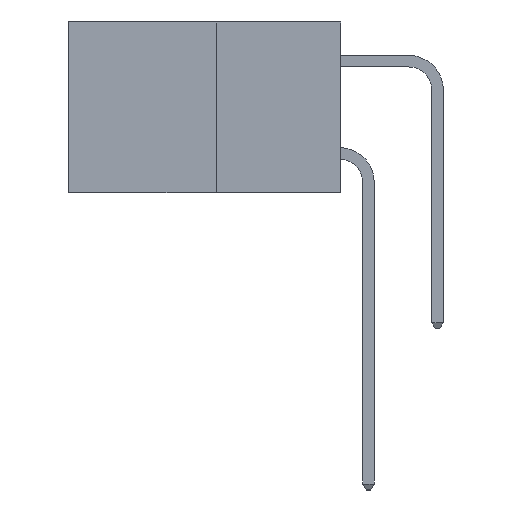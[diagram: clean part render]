
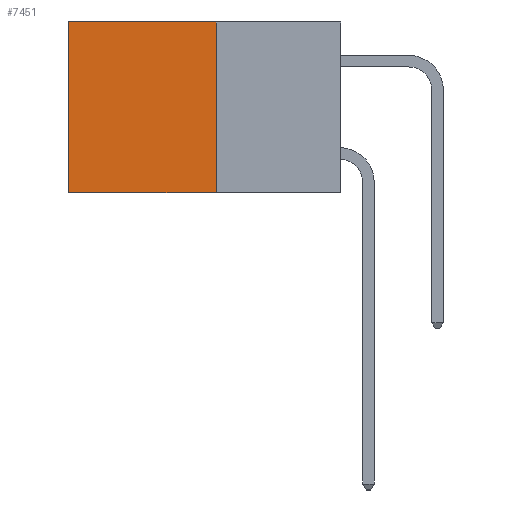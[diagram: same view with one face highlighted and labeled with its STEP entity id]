
A CAD part, left-side view. The second image highlights one B-rep face of the part: STEP entity #7451.
In plain terms, the highlighted planar face has unit normal (-1, 0, 0).
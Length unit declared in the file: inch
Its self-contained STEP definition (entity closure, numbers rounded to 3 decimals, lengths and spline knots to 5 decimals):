
#671 = AXIS2_PLACEMENT_3D ( 'NONE', #12329, #11919, #11900 ) ;
#1562 = EDGE_CURVE ( 'NONE', #18956, #4752, #18106, .T. ) ;
#2743 = CARTESIAN_POINT ( 'NONE',  ( 0.277, 0.59, 0. ) ) ;
#2816 = EDGE_LOOP ( 'NONE', ( #16901, #17146, #18441, #8978 ) ) ;
#3383 = CARTESIAN_POINT ( 'NONE',  ( 0.277, 0.27, -0.37 ) ) ;
#4752 = VERTEX_POINT ( 'NONE', #2743 ) ;
#4891 = DIRECTION ( 'NONE',  ( 0., 0., -1. ) ) ;
#5505 = CARTESIAN_POINT ( 'NONE',  ( 0.277, 0.59, -0.37 ) ) ;
#7049 = DIRECTION ( 'NONE',  ( 0., 1., 0. ) ) ;
#7093 = CARTESIAN_POINT ( 'NONE',  ( 0.277, 0.27, 0. ) ) ;
#7161 = VERTEX_POINT ( 'NONE', #14770 ) ;
#7451 = ADVANCED_FACE ( 'NONE', ( #9132 ), #11963, .F. ) ;
#7615 = EDGE_CURVE ( 'NONE', #4752, #7161, #9377, .T. ) ;
#8094 = CARTESIAN_POINT ( 'NONE',  ( 0.277, 0.27, -0.37 ) ) ;
#8876 = CARTESIAN_POINT ( 'NONE',  ( 0.277, 0.27, -0.37 ) ) ;
#8978 = ORIENTED_EDGE ( 'NONE', *, *, #1562, .T. ) ;
#9014 = CARTESIAN_POINT ( 'NONE',  ( 0.277, 0.27, 0. ) ) ;
#9132 = FACE_OUTER_BOUND ( 'NONE', #2816, .T. ) ;
#9377 = LINE ( 'NONE', #5505, #18063 ) ;
#9815 = VECTOR ( 'NONE', #7049, 39.37008 ) ;
#11310 = VERTEX_POINT ( 'NONE', #8094 ) ;
#11690 = EDGE_CURVE ( 'NONE', #11310, #7161, #12590, .T. ) ;
#11762 = DIRECTION ( 'NONE',  ( 0., 0., -1. ) ) ;
#11900 = DIRECTION ( 'NONE',  ( 0., 0., -1. ) ) ;
#11919 = DIRECTION ( 'NONE',  ( 1., 0., 0. ) ) ;
#11963 = PLANE ( 'NONE',  #671 ) ;
#12064 = DIRECTION ( 'NONE',  ( 0., 1., 0. ) ) ;
#12329 = CARTESIAN_POINT ( 'NONE',  ( 0.277, 0.27, -0.37 ) ) ;
#12590 = LINE ( 'NONE', #8876, #16352 ) ;
#14770 = CARTESIAN_POINT ( 'NONE',  ( 0.277, 0.59, -0.37 ) ) ;
#15269 = VECTOR ( 'NONE', #4891, 39.37008 ) ;
#15337 = EDGE_CURVE ( 'NONE', #18956, #11310, #19151, .T. ) ;
#16352 = VECTOR ( 'NONE', #12064, 39.37008 ) ;
#16901 = ORIENTED_EDGE ( 'NONE', *, *, #7615, .T. ) ;
#17146 = ORIENTED_EDGE ( 'NONE', *, *, #11690, .F. ) ;
#18063 = VECTOR ( 'NONE', #11762, 39.37008 ) ;
#18106 = LINE ( 'NONE', #7093, #9815 ) ;
#18441 = ORIENTED_EDGE ( 'NONE', *, *, #15337, .F. ) ;
#18956 = VERTEX_POINT ( 'NONE', #9014 ) ;
#19151 = LINE ( 'NONE', #3383, #15269 ) ;
